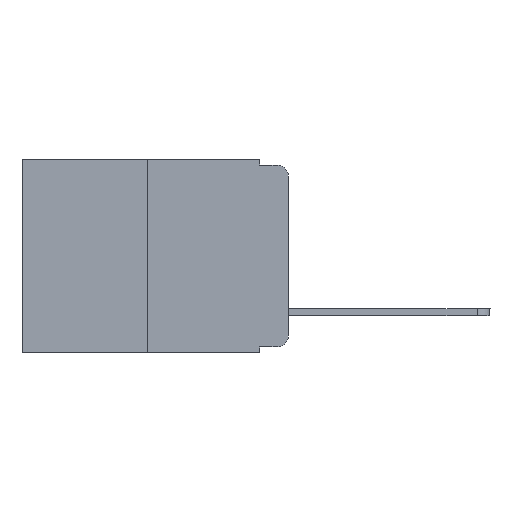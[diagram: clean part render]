
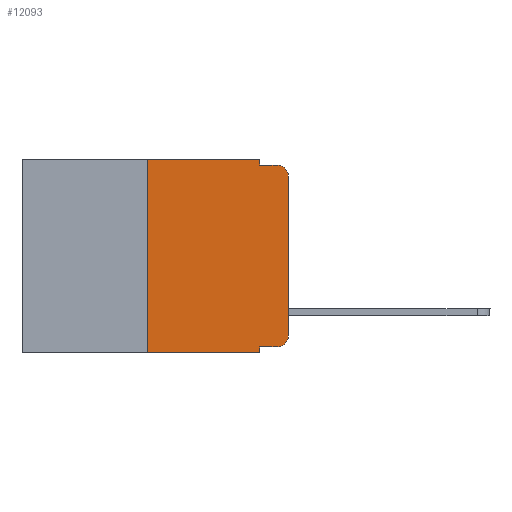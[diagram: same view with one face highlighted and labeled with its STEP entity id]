
A CAD part, left-side view. The second image highlights one B-rep face of the part: STEP entity #12093.
In plain terms, the highlighted planar face has unit normal (-1, 0, 0).
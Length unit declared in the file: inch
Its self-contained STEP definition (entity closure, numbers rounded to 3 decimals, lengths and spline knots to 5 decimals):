
#253 = LINE ( 'NONE', #7975, #15948 ) ;
#354 = VERTEX_POINT ( 'NONE', #14402 ) ;
#447 = LINE ( 'NONE', #11621, #10648 ) ;
#572 = DIRECTION ( 'NONE',  ( 0., 0., -1. ) ) ;
#843 = DIRECTION ( 'NONE',  ( -1., 0., 0. ) ) ;
#1173 = DIRECTION ( 'NONE',  ( 0., -1., 0. ) ) ;
#1477 = CARTESIAN_POINT ( 'NONE',  ( 0., 0.051, 0. ) ) ;
#1496 = CARTESIAN_POINT ( 'NONE',  ( 0., 0.051, -0.01 ) ) ;
#1647 = DIRECTION ( 'NONE',  ( 0., 0., -1. ) ) ;
#1889 = EDGE_CURVE ( 'NONE', #17162, #11311, #253, .T. ) ;
#1908 = ORIENTED_EDGE ( 'NONE', *, *, #4006, .T. ) ;
#2005 = VECTOR ( 'NONE', #15690, 39.37008 ) ;
#2183 = AXIS2_PLACEMENT_3D ( 'NONE', #2203, #843, #17548 ) ;
#2203 = CARTESIAN_POINT ( 'NONE',  ( 0., 0.02, -0.313 ) ) ;
#2344 = VERTEX_POINT ( 'NONE', #17403 ) ;
#2486 = CARTESIAN_POINT ( 'NONE',  ( 0., 0., -0.313 ) ) ;
#2992 = CARTESIAN_POINT ( 'NONE',  ( 0., 0.25, 0. ) ) ;
#3029 = VECTOR ( 'NONE', #7953, 39.37008 ) ;
#3112 = EDGE_LOOP ( 'NONE', ( #1908, #17272, #8996, #8905, #14458, #14543, #16587, #9481, #15140, #7956 ) ) ;
#3113 = DIRECTION ( 'NONE',  ( 0., 0., -1. ) ) ;
#3263 = EDGE_CURVE ( 'NONE', #11311, #13823, #447, .T. ) ;
#3514 = LINE ( 'NONE', #5987, #2005 ) ;
#3826 = EDGE_CURVE ( 'NONE', #6246, #17162, #16993, .T. ) ;
#4006 = EDGE_CURVE ( 'NONE', #4209, #354, #16330, .T. ) ;
#4209 = VERTEX_POINT ( 'NONE', #2486 ) ;
#5384 = CARTESIAN_POINT ( 'NONE',  ( 0., 0.02, -0.01 ) ) ;
#5640 = VECTOR ( 'NONE', #5786, 39.37008 ) ;
#5698 = LINE ( 'NONE', #15046, #8946 ) ;
#5786 = DIRECTION ( 'NONE',  ( 0., 0., 1. ) ) ;
#5987 = CARTESIAN_POINT ( 'NONE',  ( 0., 0.051, 0. ) ) ;
#6070 = DIRECTION ( 'NONE',  ( -1., 0., 0. ) ) ;
#6246 = VERTEX_POINT ( 'NONE', #11773 ) ;
#6277 = EDGE_CURVE ( 'NONE', #6246, #11718, #17561, .T. ) ;
#6462 = VERTEX_POINT ( 'NONE', #14338 ) ;
#6570 = CARTESIAN_POINT ( 'NONE',  ( 0., 0.25, 0. ) ) ;
#6622 = DIRECTION ( 'NONE',  ( 0., -1., 0. ) ) ;
#6923 = DIRECTION ( 'NONE',  ( 0., -1., 0. ) ) ;
#7953 = DIRECTION ( 'NONE',  ( 0., 0., 1. ) ) ;
#7956 = ORIENTED_EDGE ( 'NONE', *, *, #17551, .T. ) ;
#7975 = CARTESIAN_POINT ( 'NONE',  ( 0., 0.473, 0. ) ) ;
#8324 = CARTESIAN_POINT ( 'NONE',  ( 0., 0.051, -0.333 ) ) ;
#8731 = EDGE_CURVE ( 'NONE', #13823, #15312, #5698, .T. ) ;
#8905 = ORIENTED_EDGE ( 'NONE', *, *, #3263, .F. ) ;
#8946 = VECTOR ( 'NONE', #1173, 39.37008 ) ;
#8996 = ORIENTED_EDGE ( 'NONE', *, *, #8731, .F. ) ;
#9481 = ORIENTED_EDGE ( 'NONE', *, *, #12804, .F. ) ;
#9672 = AXIS2_PLACEMENT_3D ( 'NONE', #12938, #10182, #1647 ) ;
#9872 = VECTOR ( 'NONE', #6923, 39.37008 ) ;
#10182 = DIRECTION ( 'NONE',  ( 1., 0., 0. ) ) ;
#10648 = VECTOR ( 'NONE', #572, 39.37008 ) ;
#10758 = DIRECTION ( 'NONE',  ( 0., -1., 0. ) ) ;
#11311 = VERTEX_POINT ( 'NONE', #1477 ) ;
#11528 = PLANE ( 'NONE',  #9672 ) ;
#11621 = CARTESIAN_POINT ( 'NONE',  ( 0., 0.051, 0. ) ) ;
#11718 = VERTEX_POINT ( 'NONE', #13010 ) ;
#11773 = CARTESIAN_POINT ( 'NONE',  ( 0., 0.25, -0.343 ) ) ;
#12093 = ADVANCED_FACE ( 'NONE', ( #17694 ), #11528, .F. ) ;
#12742 = CIRCLE ( 'NONE', #2183, 0.02 ) ;
#12804 = EDGE_CURVE ( 'NONE', #6462, #11718, #3514, .T. ) ;
#12938 = CARTESIAN_POINT ( 'NONE',  ( 0., 0.473, 0. ) ) ;
#13010 = CARTESIAN_POINT ( 'NONE',  ( 0., 0.051, -0.343 ) ) ;
#13823 = VERTEX_POINT ( 'NONE', #1496 ) ;
#13861 = VECTOR ( 'NONE', #6622, 39.37008 ) ;
#14320 = CARTESIAN_POINT ( 'NONE',  ( 0., 0.02, -0.03 ) ) ;
#14338 = CARTESIAN_POINT ( 'NONE',  ( 0., 0.051, -0.333 ) ) ;
#14402 = CARTESIAN_POINT ( 'NONE',  ( 0., 0., -0.03 ) ) ;
#14458 = ORIENTED_EDGE ( 'NONE', *, *, #1889, .F. ) ;
#14543 = ORIENTED_EDGE ( 'NONE', *, *, #3826, .F. ) ;
#14666 = AXIS2_PLACEMENT_3D ( 'NONE', #14320, #6070, #3113 ) ;
#14913 = CARTESIAN_POINT ( 'NONE',  ( 0., 0., 0. ) ) ;
#15046 = CARTESIAN_POINT ( 'NONE',  ( 0., 0.051, -0.01 ) ) ;
#15140 = ORIENTED_EDGE ( 'NONE', *, *, #16612, .T. ) ;
#15312 = VERTEX_POINT ( 'NONE', #5384 ) ;
#15579 = LINE ( 'NONE', #8324, #9872 ) ;
#15690 = DIRECTION ( 'NONE',  ( 0., 0., -1. ) ) ;
#15948 = VECTOR ( 'NONE', #10758, 39.37008 ) ;
#16305 = CIRCLE ( 'NONE', #14666, 0.02 ) ;
#16316 = CARTESIAN_POINT ( 'NONE',  ( 0., 0.473, -0.343 ) ) ;
#16330 = LINE ( 'NONE', #14913, #3029 ) ;
#16587 = ORIENTED_EDGE ( 'NONE', *, *, #6277, .T. ) ;
#16612 = EDGE_CURVE ( 'NONE', #6462, #2344, #15579, .T. ) ;
#16993 = LINE ( 'NONE', #2992, #5640 ) ;
#17162 = VERTEX_POINT ( 'NONE', #6570 ) ;
#17272 = ORIENTED_EDGE ( 'NONE', *, *, #17460, .T. ) ;
#17403 = CARTESIAN_POINT ( 'NONE',  ( 0., 0.02, -0.333 ) ) ;
#17460 = EDGE_CURVE ( 'NONE', #354, #15312, #16305, .T. ) ;
#17548 = DIRECTION ( 'NONE',  ( 0., 0., -1. ) ) ;
#17551 = EDGE_CURVE ( 'NONE', #2344, #4209, #12742, .T. ) ;
#17561 = LINE ( 'NONE', #16316, #13861 ) ;
#17694 = FACE_OUTER_BOUND ( 'NONE', #3112, .T. ) ;
